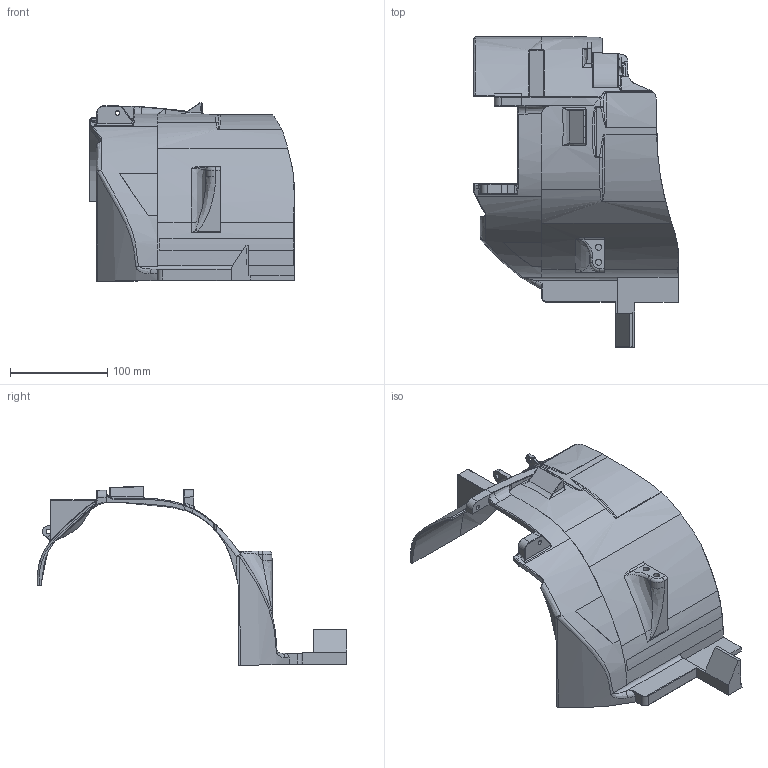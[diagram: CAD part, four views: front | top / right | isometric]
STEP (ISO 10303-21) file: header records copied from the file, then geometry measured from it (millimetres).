
FILE_DESCRIPTION(/* description */ ('Unknown'),/* implementation_level */ '2;1');
FILE_NAME(/* name */ 'Extreme_Kotflügel 2 gespiegelt',/* time_stamp */ '2024-02-26T02:50:33+01:00',/* author */ ('Unknown'),/* organization */ ('Unknown'),/* preprocessor_version */ 'ST-DEVELOPER v18.104',/* originating_system */ 'Solid Edge',/* authorisation */ 'Unknown');
FILE_SCHEMA (('AUTOMOTIVE_DESIGN {1 0 10303 214 3 1 1}'));
Length unit declared in the file: millimetre
Products named in the file (1): Extreme_Kotflügel 2 gespiegelt
Bounding box: 210.52 x 319.1 x 183.6 mm (x, y, z)
Volume: 434011.7 mm3; surface area: 169692.1 mm2
Topology: 1 solids, 1 shells, 403 faces, 1032 edges, 636 vertices
Faces by surface type: plane 170, cylinder 104, bspline 102, torus 17, sphere 9, cone 1
Full cylindrical faces by diameter (mm): 4.8 x4, 6.4 x6, 10.1 x12
Entity records: 18502 total; most frequent: CARTESIAN_POINT 10155, ORIENTED_EDGE 1964, DIRECTION 1313, EDGE_CURVE 982, VERTEX_POINT 625, AXIS2_PLACEMENT_3D 515, B_SPLINE_CURVE_WITH_KNOTS 486, EDGE_LOOP 455
